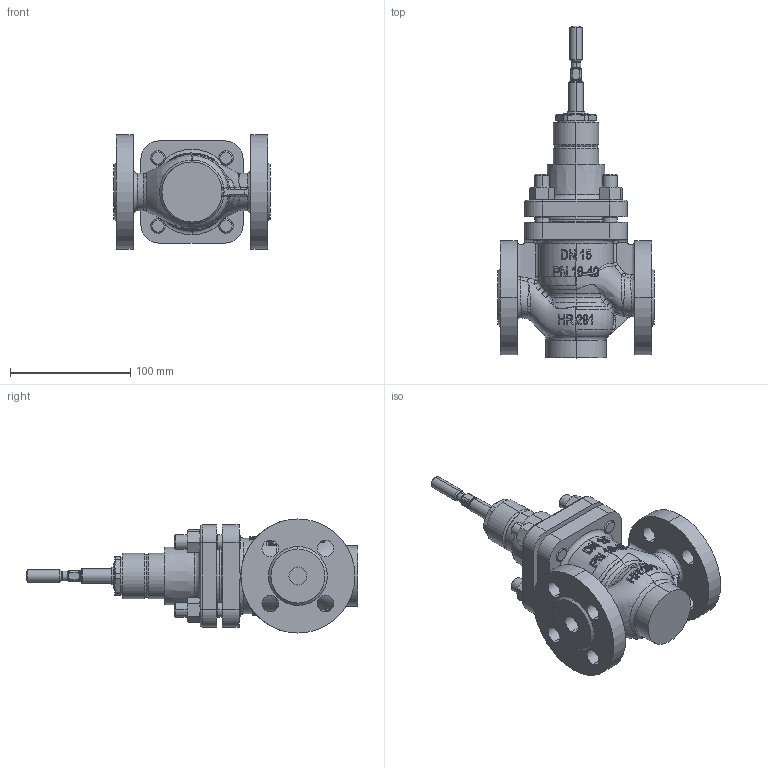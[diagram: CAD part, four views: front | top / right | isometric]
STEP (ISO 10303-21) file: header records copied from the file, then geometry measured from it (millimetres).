
FILE_DESCRIPTION (( 'STEP AP214' ), '1' );
FILE_NAME ('BR225 DN15 XXX PN 16-40 for MC_STEP (Defeature).STEP', '2015-02-27T07:35:51', ( 'tdietz' ), ( '' ), 'SwSTEP 2.0', 'SolidWorks 2014', '' );
FILE_SCHEMA (( 'AUTOMOTIVE_DESIGN' ));
Length unit declared in the file: millimetre
Products named in the file (1): BR225 DN15 XXX PN 16-40 for MC_STEP (Defeature)
Bounding box: 130 x 276.5 x 95 mm (x, y, z)
Volume: 832189.9 mm3; surface area: 113903.1 mm2
Topology: 3 solids, 3 shells, 874 faces, 2223 edges, 1421 vertices
Faces by surface type: plane 288, bspline 232, cylinder 149, cone 90, torus 67, sphere 48
Entity records: 187878 total; most frequent: CARTESIAN_POINT 166197, ORIENTED_EDGE 4444, DIRECTION 3433, EDGE_CURVE 2222, VERTEX_POINT 1421, AXIS2_PLACEMENT_3D 1381, EDGE_LOOP 957, FACE_OUTER_BOUND 872
